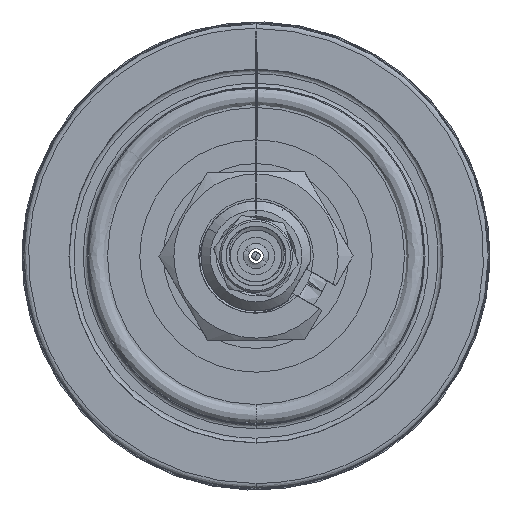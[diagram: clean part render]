
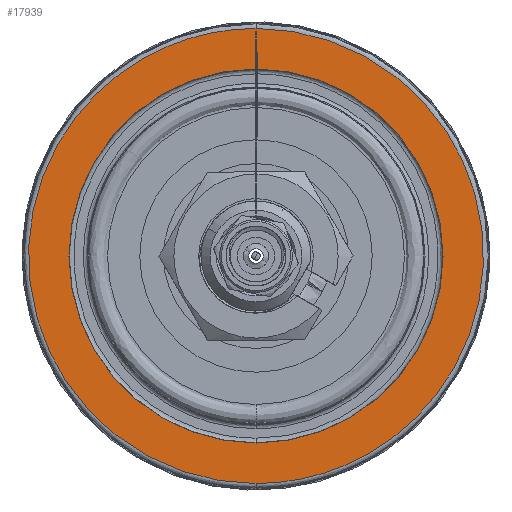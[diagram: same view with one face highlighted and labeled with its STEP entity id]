
A CAD part, front view. The second image highlights one B-rep face of the part: STEP entity #17939.
In plain terms, the highlighted planar face has unit normal (0, -1, 0).
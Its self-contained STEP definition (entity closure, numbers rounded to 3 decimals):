
#112 =( BOUNDED_CURVE ( )  B_SPLINE_CURVE ( 3, ( #12332, #17216, #1452, #15725 ),
 .UNSPECIFIED., .F., .F. ) 
 B_SPLINE_CURVE_WITH_KNOTS ( ( 4, 4 ),
 ( 0., 1. ),
 .UNSPECIFIED. ) 
 CURVE ( )  GEOMETRIC_REPRESENTATION_ITEM ( )  RATIONAL_B_SPLINE_CURVE ( ( 1., 0.333, 0.333, 1. ) ) 
 REPRESENTATION_ITEM ( '' )  );
#600 = FACE_OUTER_BOUND ( 'NONE', #1673, .T. ) ;
#1452 = CARTESIAN_POINT ( 'NONE',  ( 48.737, -3., -24.368 ) ) ;
#1549 = AXIS2_PLACEMENT_3D ( 'NONE', #19926, #10695, #15402 ) ;
#1673 = EDGE_LOOP ( 'NONE', ( #9030, #10922 ) ) ;
#1800 = CIRCLE ( 'NONE', #3909, 20.03 ) ;
#1847 = CARTESIAN_POINT ( 'NONE',  ( -48.737, -3., 24.368 ) ) ;
#1864 = CIRCLE ( 'NONE', #15409, 20.03 ) ;
#2326 = CARTESIAN_POINT ( 'NONE',  ( 0., -3., 20.03 ) ) ;
#2970 = DIRECTION ( 'NONE',  ( 0., 1., 0. ) ) ;
#3909 = AXIS2_PLACEMENT_3D ( 'NONE', #7477, #2970, #10749 ) ;
#4807 = EDGE_CURVE ( 'NONE', #5079, #8138, #112, .T. ) ;
#4862 = ORIENTED_EDGE ( 'NONE', *, *, #5269, .T. ) ;
#5079 = VERTEX_POINT ( 'NONE', #13783 ) ;
#5269 = EDGE_CURVE ( 'NONE', #16293, #19635, #1864, .T. ) ;
#6716 = CARTESIAN_POINT ( 'NONE',  ( 0., -3., -24.368 ) ) ;
#7477 = CARTESIAN_POINT ( 'NONE',  ( 0., -3., 0. ) ) ;
#8138 = VERTEX_POINT ( 'NONE', #18477 ) ;
#8728 = ORIENTED_EDGE ( 'NONE', *, *, #17616, .T. ) ;
#9030 = ORIENTED_EDGE ( 'NONE', *, *, #4807, .F. ) ;
#9449 = FACE_BOUND ( 'NONE', #15621, .T. ) ;
#9533 = DIRECTION ( 'NONE',  ( 0., 0., -1. ) ) ;
#9844 = CARTESIAN_POINT ( 'NONE',  ( -48.737, -3., -24.368 ) ) ;
#10695 = DIRECTION ( 'NONE',  ( 0., -1., 0. ) ) ;
#10749 = DIRECTION ( 'NONE',  ( 0., 0., -1. ) ) ;
#10922 = ORIENTED_EDGE ( 'NONE', *, *, #18572, .F. ) ;
#12332 = CARTESIAN_POINT ( 'NONE',  ( 0., -3., 24.368 ) ) ;
#13783 = CARTESIAN_POINT ( 'NONE',  ( 0., -3., 24.368 ) ) ;
#14495 = CARTESIAN_POINT ( 'NONE',  ( 0., -3., -20.03 ) ) ;
#15402 = DIRECTION ( 'NONE',  ( 0., 0., -1. ) ) ;
#15409 = AXIS2_PLACEMENT_3D ( 'NONE', #19050, #17302, #9533 ) ;
#15621 = EDGE_LOOP ( 'NONE', ( #8728, #4862 ) ) ;
#15725 = CARTESIAN_POINT ( 'NONE',  ( 0., -3., -24.368 ) ) ;
#16293 = VERTEX_POINT ( 'NONE', #2326 ) ;
#16810 = PLANE ( 'NONE',  #1549 ) ;
#17216 = CARTESIAN_POINT ( 'NONE',  ( 48.737, -3., 24.368 ) ) ;
#17302 = DIRECTION ( 'NONE',  ( 0., 1., 0. ) ) ;
#17616 = EDGE_CURVE ( 'NONE', #19635, #16293, #1800, .T. ) ;
#17705 = CARTESIAN_POINT ( 'NONE',  ( 0., -3., 24.368 ) ) ;
#17939 = ADVANCED_FACE ( 'NONE', ( #600, #9449 ), #16810, .T. ) ;
#18477 = CARTESIAN_POINT ( 'NONE',  ( 0., -3., -24.368 ) ) ;
#18572 = EDGE_CURVE ( 'NONE', #8138, #5079, #19948, .T. ) ;
#19050 = CARTESIAN_POINT ( 'NONE',  ( 0., -3., 0. ) ) ;
#19635 = VERTEX_POINT ( 'NONE', #14495 ) ;
#19926 = CARTESIAN_POINT ( 'NONE',  ( 0., -3., 0. ) ) ;
#19948 =( BOUNDED_CURVE ( )  B_SPLINE_CURVE ( 3, ( #6716, #9844, #1847, #17705 ),
 .UNSPECIFIED., .F., .T. ) 
 B_SPLINE_CURVE_WITH_KNOTS ( ( 4, 4 ),
 ( 0., 1. ),
 .UNSPECIFIED. ) 
 CURVE ( )  GEOMETRIC_REPRESENTATION_ITEM ( )  RATIONAL_B_SPLINE_CURVE ( ( 1., 0.333, 0.333, 1. ) ) 
 REPRESENTATION_ITEM ( '' )  );
